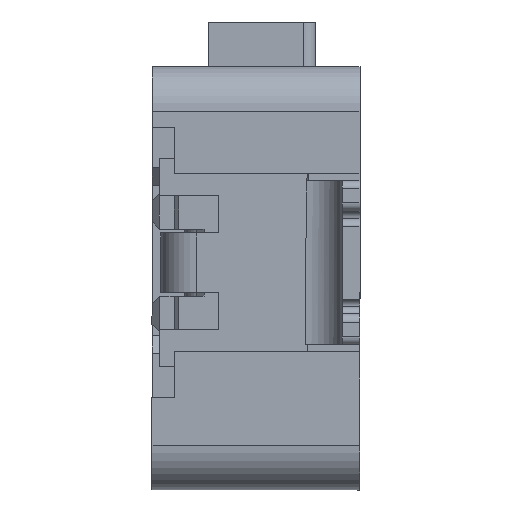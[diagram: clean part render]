
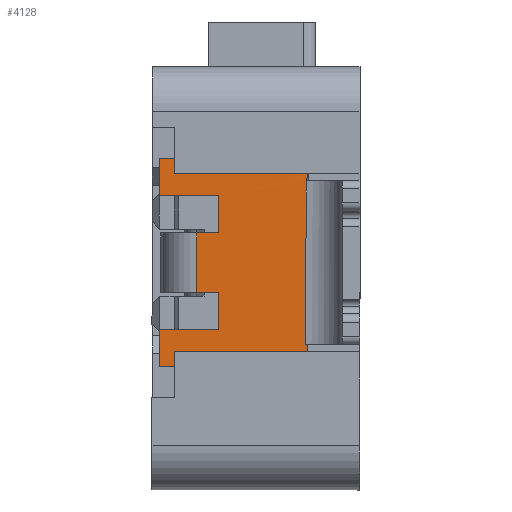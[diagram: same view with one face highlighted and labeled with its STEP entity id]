
A CAD part, left-side view. The second image highlights one B-rep face of the part: STEP entity #4128.
In plain terms, the highlighted planar face has unit normal (-1, 0, 0).
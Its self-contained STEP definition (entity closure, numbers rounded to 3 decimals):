
#18 = CARTESIAN_POINT ( 'NONE',  ( -1.95, 0.595, -1.05 ) ) ;
#101 = EDGE_CURVE ( 'NONE', #8791, #18295, #16710, .T. ) ;
#116 = LINE ( 'NONE', #2895, #15125 ) ;
#273 = EDGE_CURVE ( 'NONE', #18295, #15017, #11689, .T. ) ;
#450 = CARTESIAN_POINT ( 'NONE',  ( -1.95, 0.445, -1.05 ) ) ;
#544 = VECTOR ( 'NONE', #8766, 1000. ) ;
#874 = DIRECTION ( 'NONE',  ( 0., 1., 0. ) ) ;
#1259 = EDGE_CURVE ( 'NONE', #9945, #15278, #6068, .T. ) ;
#1430 = ORIENTED_EDGE ( 'NONE', *, *, #16656, .T. ) ;
#1486 = EDGE_CURVE ( 'NONE', #8121, #15017, #116, .T. ) ;
#1572 = DIRECTION ( 'NONE',  ( 0., 0., 1. ) ) ;
#1643 = ORIENTED_EDGE ( 'NONE', *, *, #7227, .T. ) ;
#1717 = DIRECTION ( 'NONE',  ( 0., 0., 1. ) ) ;
#1829 = ORIENTED_EDGE ( 'NONE', *, *, #11065, .T. ) ;
#2143 = LINE ( 'NONE', #14447, #544 ) ;
#2291 = CARTESIAN_POINT ( 'NONE',  ( -1.95, 0.345, -0.05 ) ) ;
#2394 = EDGE_CURVE ( 'NONE', #17126, #7413, #2143, .T. ) ;
#2463 = ORIENTED_EDGE ( 'NONE', *, *, #8216, .T. ) ;
#2518 = VECTOR ( 'NONE', #14407, 1000. ) ;
#2527 = LINE ( 'NONE', #7364, #7096 ) ;
#2772 = VERTEX_POINT ( 'NONE', #8256 ) ;
#2847 = EDGE_CURVE ( 'NONE', #7228, #8791, #15303, .T. ) ;
#2895 = CARTESIAN_POINT ( 'NONE',  ( -1.95, 0., -0.18 ) ) ;
#3247 = LINE ( 'NONE', #9711, #4357 ) ;
#3327 = ORIENTED_EDGE ( 'NONE', *, *, #9302, .T. ) ;
#3391 = DIRECTION ( 'NONE',  ( 0., 0., -1. ) ) ;
#3470 = ORIENTED_EDGE ( 'NONE', *, *, #5095, .T. ) ;
#3555 = DIRECTION ( 'NONE',  ( 0., 0., 1. ) ) ;
#3594 = EDGE_CURVE ( 'NONE', #12698, #9945, #2527, .T. ) ;
#3852 = VECTOR ( 'NONE', #3555, 1000. ) ;
#3853 = VECTOR ( 'NONE', #15529, 1000. ) ;
#3997 = VERTEX_POINT ( 'NONE', #7261 ) ;
#4074 = EDGE_CURVE ( 'NONE', #15278, #5562, #17754, .T. ) ;
#4128 = ADVANCED_FACE ( 'NONE', ( #14514 ), #8856, .T. ) ;
#4152 = DIRECTION ( 'NONE',  ( 0., 0., -1. ) ) ;
#4250 = CARTESIAN_POINT ( 'NONE',  ( -1.95, -0.555, -0.15 ) ) ;
#4265 = DIRECTION ( 'NONE',  ( 0., 1., 0. ) ) ;
#4357 = VECTOR ( 'NONE', #4152, 1000. ) ;
#5095 = EDGE_CURVE ( 'NONE', #12562, #3997, #14708, .T. ) ;
#5185 = ORIENTED_EDGE ( 'NONE', *, *, #10170, .T. ) ;
#5360 = VECTOR ( 'NONE', #11375, 1000. ) ;
#5562 = VERTEX_POINT ( 'NONE', #9186 ) ;
#5756 = LINE ( 'NONE', #6735, #18288 ) ;
#5840 = DIRECTION ( 'NONE',  ( 0., 1., 0. ) ) ;
#5958 = VERTEX_POINT ( 'NONE', #18843 ) ;
#6068 = LINE ( 'NONE', #12418, #13993 ) ;
#6170 = CARTESIAN_POINT ( 'NONE',  ( -1.95, -0.555, -0.45 ) ) ;
#6283 = CARTESIAN_POINT ( 'NONE',  ( -1.95, -0.805, -0.18 ) ) ;
#6427 = AXIS2_PLACEMENT_3D ( 'NONE', #11700, #10430, #1717 ) ;
#6669 = DIRECTION ( 'NONE',  ( 0., 0., 1. ) ) ;
#6735 = CARTESIAN_POINT ( 'NONE',  ( -1.95, -0.805, -0.15 ) ) ;
#6738 = CARTESIAN_POINT ( 'NONE',  ( -1.95, 0., -0.05 ) ) ;
#6819 = EDGE_LOOP ( 'NONE', ( #18502, #1643, #8852, #14460, #2463, #14920, #12395, #9844, #9479, #1430, #1829, #17364, #14119, #5185, #3470, #3327, #11501, #17715, #14547 ) ) ;
#7096 = VECTOR ( 'NONE', #1572, 1000. ) ;
#7179 = EDGE_CURVE ( 'NONE', #17329, #12698, #11582, .T. ) ;
#7227 = EDGE_CURVE ( 'NONE', #5562, #2772, #17758, .T. ) ;
#7228 = VERTEX_POINT ( 'NONE', #15960 ) ;
#7261 = CARTESIAN_POINT ( 'NONE',  ( -1.95, -0.555, -0.05 ) ) ;
#7364 = CARTESIAN_POINT ( 'NONE',  ( -1.95, -0.305, -0.15 ) ) ;
#7413 = VERTEX_POINT ( 'NONE', #11636 ) ;
#7467 = DIRECTION ( 'NONE',  ( 0., 0., 1. ) ) ;
#7552 = CARTESIAN_POINT ( 'NONE',  ( -1.95, -0.805, -0.05 ) ) ;
#7607 = VERTEX_POINT ( 'NONE', #9550 ) ;
#8121 = VERTEX_POINT ( 'NONE', #12484 ) ;
#8216 = EDGE_CURVE ( 'NONE', #7413, #8121, #9046, .T. ) ;
#8255 = CARTESIAN_POINT ( 'NONE',  ( -1.95, 0.445, -1.05 ) ) ;
#8256 = CARTESIAN_POINT ( 'NONE',  ( -1.95, 0.345, -0.45 ) ) ;
#8710 = VECTOR ( 'NONE', #3391, 1000. ) ;
#8726 = DIRECTION ( 'NONE',  ( 0., 0., -1. ) ) ;
#8759 = DIRECTION ( 'NONE',  ( 0., -1., 0. ) ) ;
#8766 = DIRECTION ( 'NONE',  ( 0., 1., 0. ) ) ;
#8791 = VERTEX_POINT ( 'NONE', #8255 ) ;
#8852 = ORIENTED_EDGE ( 'NONE', *, *, #15138, .T. ) ;
#8856 = PLANE ( 'NONE',  #6427 ) ;
#9046 = LINE ( 'NONE', #15361, #16536 ) ;
#9094 = CARTESIAN_POINT ( 'NONE',  ( -1.95, 0.495, -1.05 ) ) ;
#9186 = CARTESIAN_POINT ( 'NONE',  ( -1.95, 0.095, -0.45 ) ) ;
#9302 = EDGE_CURVE ( 'NONE', #3997, #17329, #13034, .T. ) ;
#9341 = CARTESIAN_POINT ( 'NONE',  ( -1.95, -0.305, -0.45 ) ) ;
#9352 = LINE ( 'NONE', #10120, #2518 ) ;
#9479 = ORIENTED_EDGE ( 'NONE', *, *, #2847, .F. ) ;
#9519 = EDGE_CURVE ( 'NONE', #16181, #10039, #14180, .T. ) ;
#9538 = DIRECTION ( 'NONE',  ( 0., 0., -1. ) ) ;
#9550 = CARTESIAN_POINT ( 'NONE',  ( -1.95, -0.705, -1.05 ) ) ;
#9660 = VECTOR ( 'NONE', #15363, 1000. ) ;
#9711 = CARTESIAN_POINT ( 'NONE',  ( -1.95, -0.705, -1.1 ) ) ;
#9844 = ORIENTED_EDGE ( 'NONE', *, *, #101, .F. ) ;
#9945 = VERTEX_POINT ( 'NONE', #11669 ) ;
#10039 = VERTEX_POINT ( 'NONE', #6283 ) ;
#10120 = CARTESIAN_POINT ( 'NONE',  ( -1.95, 0., -1.05 ) ) ;
#10170 = EDGE_CURVE ( 'NONE', #10039, #12562, #5756, .T. ) ;
#10245 = VECTOR ( 'NONE', #14480, 1000. ) ;
#10273 = EDGE_CURVE ( 'NONE', #16181, #7607, #3247, .T. ) ;
#10283 = LINE ( 'NONE', #12829, #10245 ) ;
#10430 = DIRECTION ( 'NONE',  ( -1., 0., 0. ) ) ;
#10490 = CARTESIAN_POINT ( 'NONE',  ( -1.95, 0.495, -0.18 ) ) ;
#10791 = VECTOR ( 'NONE', #7467, 1000. ) ;
#10865 = VECTOR ( 'NONE', #874, 1000. ) ;
#11065 = EDGE_CURVE ( 'NONE', #5958, #7607, #9352, .T. ) ;
#11375 = DIRECTION ( 'NONE',  ( 0., 0., -1. ) ) ;
#11501 = ORIENTED_EDGE ( 'NONE', *, *, #7179, .T. ) ;
#11582 = LINE ( 'NONE', #15465, #3853 ) ;
#11636 = CARTESIAN_POINT ( 'NONE',  ( -1.95, 0.595, -0.05 ) ) ;
#11669 = CARTESIAN_POINT ( 'NONE',  ( -1.95, -0.305, -0.3 ) ) ;
#11689 = LINE ( 'NONE', #17501, #10791 ) ;
#11700 = CARTESIAN_POINT ( 'NONE',  ( -1.95, 0., -0.15 ) ) ;
#12357 = DIRECTION ( 'NONE',  ( 0., 1., 0. ) ) ;
#12395 = ORIENTED_EDGE ( 'NONE', *, *, #273, .F. ) ;
#12418 = CARTESIAN_POINT ( 'NONE',  ( -1.95, 0., -0.3 ) ) ;
#12484 = CARTESIAN_POINT ( 'NONE',  ( -1.95, 0.595, -0.18 ) ) ;
#12562 = VERTEX_POINT ( 'NONE', #7552 ) ;
#12698 = VERTEX_POINT ( 'NONE', #9341 ) ;
#12829 = CARTESIAN_POINT ( 'NONE',  ( -1.95, 0., -1.03 ) ) ;
#13034 = LINE ( 'NONE', #4250, #5360 ) ;
#13458 = CARTESIAN_POINT ( 'NONE',  ( -1.95, 0.345, -0.15 ) ) ;
#13851 = VECTOR ( 'NONE', #8726, 1000. ) ;
#13993 = VECTOR ( 'NONE', #12357, 1000. ) ;
#14119 = ORIENTED_EDGE ( 'NONE', *, *, #9519, .T. ) ;
#14180 = LINE ( 'NONE', #17753, #9660 ) ;
#14407 = DIRECTION ( 'NONE',  ( 0., -1., 0. ) ) ;
#14447 = CARTESIAN_POINT ( 'NONE',  ( -1.95, 0., -0.05 ) ) ;
#14460 = ORIENTED_EDGE ( 'NONE', *, *, #2394, .T. ) ;
#14480 = DIRECTION ( 'NONE',  ( 0., -1., 0. ) ) ;
#14514 = FACE_OUTER_BOUND ( 'NONE', #6819, .T. ) ;
#14523 = LINE ( 'NONE', #13458, #3852 ) ;
#14547 = ORIENTED_EDGE ( 'NONE', *, *, #1259, .T. ) ;
#14708 = LINE ( 'NONE', #6738, #10865 ) ;
#14920 = ORIENTED_EDGE ( 'NONE', *, *, #1486, .T. ) ;
#15017 = VERTEX_POINT ( 'NONE', #10490 ) ;
#15125 = VECTOR ( 'NONE', #8759, 1000. ) ;
#15138 = EDGE_CURVE ( 'NONE', #2772, #17126, #14523, .T. ) ;
#15278 = VERTEX_POINT ( 'NONE', #18218 ) ;
#15303 = LINE ( 'NONE', #450, #8710 ) ;
#15361 = CARTESIAN_POINT ( 'NONE',  ( -1.95, 0.595, -0.15 ) ) ;
#15363 = DIRECTION ( 'NONE',  ( 0., -1., 0. ) ) ;
#15465 = CARTESIAN_POINT ( 'NONE',  ( -1.95, 0., -0.45 ) ) ;
#15529 = DIRECTION ( 'NONE',  ( 0., 1., 0. ) ) ;
#15960 = CARTESIAN_POINT ( 'NONE',  ( -1.95, 0.445, -1.03 ) ) ;
#16181 = VERTEX_POINT ( 'NONE', #18884 ) ;
#16536 = VECTOR ( 'NONE', #9538, 1000. ) ;
#16656 = EDGE_CURVE ( 'NONE', #7228, #5958, #10283, .T. ) ;
#16710 = LINE ( 'NONE', #18, #18108 ) ;
#17126 = VERTEX_POINT ( 'NONE', #2291 ) ;
#17285 = VECTOR ( 'NONE', #4265, 1000. ) ;
#17329 = VERTEX_POINT ( 'NONE', #6170 ) ;
#17364 = ORIENTED_EDGE ( 'NONE', *, *, #10273, .F. ) ;
#17375 = CARTESIAN_POINT ( 'NONE',  ( -1.95, 0., -0.45 ) ) ;
#17501 = CARTESIAN_POINT ( 'NONE',  ( -1.95, 0.495, -1.1 ) ) ;
#17715 = ORIENTED_EDGE ( 'NONE', *, *, #3594, .T. ) ;
#17753 = CARTESIAN_POINT ( 'NONE',  ( -1.95, 0., -0.18 ) ) ;
#17754 = LINE ( 'NONE', #18735, #13851 ) ;
#17758 = LINE ( 'NONE', #17375, #17285 ) ;
#18108 = VECTOR ( 'NONE', #5840, 1000. ) ;
#18218 = CARTESIAN_POINT ( 'NONE',  ( -1.95, 0.095, -0.3 ) ) ;
#18288 = VECTOR ( 'NONE', #6669, 1000. ) ;
#18295 = VERTEX_POINT ( 'NONE', #9094 ) ;
#18502 = ORIENTED_EDGE ( 'NONE', *, *, #4074, .T. ) ;
#18735 = CARTESIAN_POINT ( 'NONE',  ( -1.95, 0.095, -0.15 ) ) ;
#18843 = CARTESIAN_POINT ( 'NONE',  ( -1.95, -0.655, -1.04 ) ) ;
#18884 = CARTESIAN_POINT ( 'NONE',  ( -1.95, -0.705, -0.18 ) ) ;
